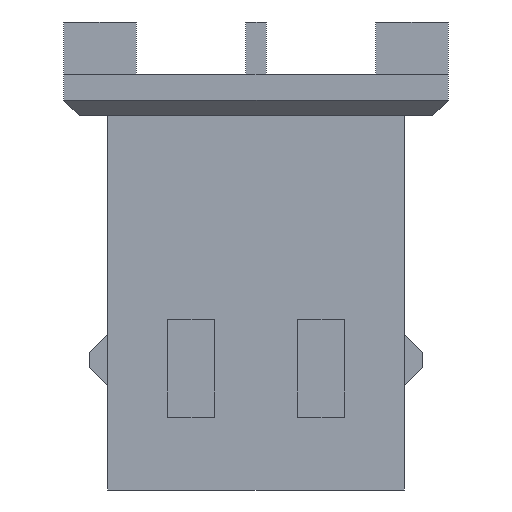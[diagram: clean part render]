
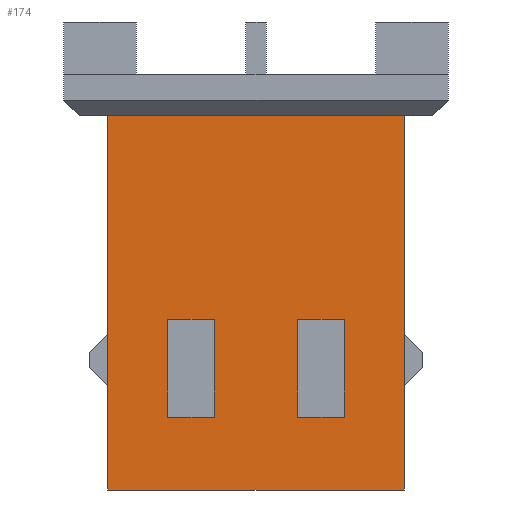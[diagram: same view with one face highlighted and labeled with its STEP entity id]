
A CAD part, front view. The second image highlights one B-rep face of the part: STEP entity #174.
In plain terms, the highlighted planar face has unit normal (0, -1, 0).
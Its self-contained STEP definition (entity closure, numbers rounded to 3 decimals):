
#174 = ADVANCED_FACE( '', ( #393, #394, #395 ), #396, .T. );
#393 = FACE_OUTER_BOUND( '', #656, .T. );
#394 = FACE_BOUND( '', #657, .T. );
#395 = FACE_BOUND( '', #658, .T. );
#396 = PLANE( '', #659 );
#656 = EDGE_LOOP( '', ( #1129, #1130, #1131, #1132 ) );
#657 = EDGE_LOOP( '', ( #1133, #1134, #1135, #1136 ) );
#658 = EDGE_LOOP( '', ( #1137, #1138, #1139, #1140 ) );
#659 = AXIS2_PLACEMENT_3D( '', #1141, #1142, #1143 );
#1129 = ORIENTED_EDGE( '', *, *, #1767, .F. );
#1130 = ORIENTED_EDGE( '', *, *, #1768, .T. );
#1131 = ORIENTED_EDGE( '', *, *, #1769, .T. );
#1132 = ORIENTED_EDGE( '', *, *, #1608, .T. );
#1133 = ORIENTED_EDGE( '', *, *, #1734, .T. );
#1134 = ORIENTED_EDGE( '', *, *, #1770, .T. );
#1135 = ORIENTED_EDGE( '', *, *, #1771, .T. );
#1136 = ORIENTED_EDGE( '', *, *, #1759, .T. );
#1137 = ORIENTED_EDGE( '', *, *, #1635, .T. );
#1138 = ORIENTED_EDGE( '', *, *, #1690, .T. );
#1139 = ORIENTED_EDGE( '', *, *, #1772, .T. );
#1140 = ORIENTED_EDGE( '', *, *, #1773, .T. );
#1141 = CARTESIAN_POINT( '', ( 8.864, -1.65, -4.5 ) );
#1142 = DIRECTION( '', ( 0., -1., 0. ) );
#1143 = DIRECTION( '', ( 0., 0., -1. ) );
#1608 = EDGE_CURVE( '', #1936, #1934, #1937, .T. );
#1635 = EDGE_CURVE( '', #1982, #1980, #1983, .T. );
#1690 = EDGE_CURVE( '', #1980, #2074, #2076, .T. );
#1734 = EDGE_CURVE( '', #2144, #2142, #2145, .T. );
#1759 = EDGE_CURVE( '', #2180, #2144, #2181, .T. );
#1767 = EDGE_CURVE( '', #2192, #1934, #2193, .T. );
#1768 = EDGE_CURVE( '', #2192, #2194, #2195, .T. );
#1769 = EDGE_CURVE( '', #2194, #1936, #2196, .T. );
#1770 = EDGE_CURVE( '', #2142, #2197, #2198, .T. );
#1771 = EDGE_CURVE( '', #2197, #2180, #2199, .T. );
#1772 = EDGE_CURVE( '', #2074, #2200, #2201, .T. );
#1773 = EDGE_CURVE( '', #2200, #1982, #2202, .T. );
#1934 = VERTEX_POINT( '', #2407 );
#1936 = VERTEX_POINT( '', #2410 );
#1937 = LINE( '', #2411, #2412 );
#1980 = VERTEX_POINT( '', #2475 );
#1982 = VERTEX_POINT( '', #2478 );
#1983 = LINE( '', #2479, #2480 );
#2074 = VERTEX_POINT( '', #2614 );
#2076 = LINE( '', #2617, #2618 );
#2142 = VERTEX_POINT( '', #2715 );
#2144 = VERTEX_POINT( '', #2718 );
#2145 = LINE( '', #2719, #2720 );
#2180 = VERTEX_POINT( '', #2773 );
#2181 = LINE( '', #2774, #2775 );
#2192 = VERTEX_POINT( '', #2791 );
#2193 = LINE( '', #2792, #2793 );
#2194 = VERTEX_POINT( '', #2794 );
#2195 = LINE( '', #2795, #2796 );
#2196 = LINE( '', #2797, #2798 );
#2197 = VERTEX_POINT( '', #2799 );
#2198 = LINE( '', #2800, #2801 );
#2199 = LINE( '', #2802, #2803 );
#2200 = VERTEX_POINT( '', #2804 );
#2201 = LINE( '', #2805, #2806 );
#2202 = LINE( '', #2807, #2808 );
#2407 = CARTESIAN_POINT( '', ( -2.85, -1.65, -4.5 ) );
#2410 = CARTESIAN_POINT( '', ( -2.85, -1.65, 2.7 ) );
#2411 = CARTESIAN_POINT( '', ( -2.85, -1.65, 2.7 ) );
#2412 = VECTOR( '', #3034, 1000. );
#2475 = CARTESIAN_POINT( '', ( 0.8, -1.65, -3.1 ) );
#2478 = CARTESIAN_POINT( '', ( 1.7, -1.65, -3.1 ) );
#2479 = CARTESIAN_POINT( '', ( 1.7, -1.65, -3.1 ) );
#2480 = VECTOR( '', #3059, 1000. );
#2614 = CARTESIAN_POINT( '', ( 0.8, -1.65, -1.22 ) );
#2617 = CARTESIAN_POINT( '', ( 0.8, -1.65, -3.1 ) );
#2618 = VECTOR( '', #3107, 1000. );
#2715 = CARTESIAN_POINT( '', ( -1.7, -1.65, -3.1 ) );
#2718 = CARTESIAN_POINT( '', ( -0.8, -1.65, -3.1 ) );
#2719 = CARTESIAN_POINT( '', ( -0.8, -1.65, -3.1 ) );
#2720 = VECTOR( '', #3143, 1000. );
#2773 = CARTESIAN_POINT( '', ( -0.8, -1.65, -1.22 ) );
#2774 = CARTESIAN_POINT( '', ( -0.8, -1.65, -1.22 ) );
#2775 = VECTOR( '', #3162, 1000. );
#2791 = CARTESIAN_POINT( '', ( 2.85, -1.65, -4.5 ) );
#2792 = CARTESIAN_POINT( '', ( 8.864, -1.65, -4.5 ) );
#2793 = VECTOR( '', #3168, 1000. );
#2794 = CARTESIAN_POINT( '', ( 2.85, -1.65, 2.7 ) );
#2795 = CARTESIAN_POINT( '', ( 2.85, -1.65, -4.5 ) );
#2796 = VECTOR( '', #3169, 1000. );
#2797 = CARTESIAN_POINT( '', ( 8.864, -1.65, 2.7 ) );
#2798 = VECTOR( '', #3170, 1000. );
#2799 = CARTESIAN_POINT( '', ( -1.7, -1.65, -1.22 ) );
#2800 = CARTESIAN_POINT( '', ( -1.7, -1.65, -3.1 ) );
#2801 = VECTOR( '', #3171, 1000. );
#2802 = CARTESIAN_POINT( '', ( -1.7, -1.65, -1.22 ) );
#2803 = VECTOR( '', #3172, 1000. );
#2804 = CARTESIAN_POINT( '', ( 1.7, -1.65, -1.22 ) );
#2805 = CARTESIAN_POINT( '', ( 0.8, -1.65, -1.22 ) );
#2806 = VECTOR( '', #3173, 1000. );
#2807 = CARTESIAN_POINT( '', ( 1.7, -1.65, -1.22 ) );
#2808 = VECTOR( '', #3174, 1000. );
#3034 = DIRECTION( '', ( 0., 0., -1. ) );
#3059 = DIRECTION( '', ( -1., 0., 0. ) );
#3107 = DIRECTION( '', ( 0., 0., 1. ) );
#3143 = DIRECTION( '', ( -1., 0., 0. ) );
#3162 = DIRECTION( '', ( 0., 0., -1. ) );
#3168 = DIRECTION( '', ( -1., 0., 0. ) );
#3169 = DIRECTION( '', ( 0., 0., 1. ) );
#3170 = DIRECTION( '', ( -1., 0., 0. ) );
#3171 = DIRECTION( '', ( 0., 0., 1. ) );
#3172 = DIRECTION( '', ( 1., 0., 0. ) );
#3173 = DIRECTION( '', ( 1., 0., 0. ) );
#3174 = DIRECTION( '', ( 0., 0., -1. ) );
